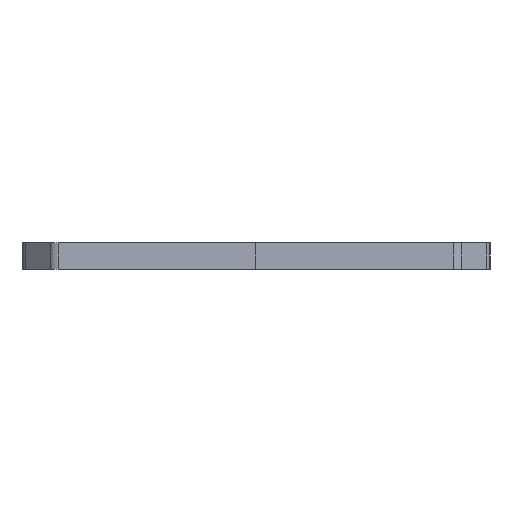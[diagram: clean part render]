
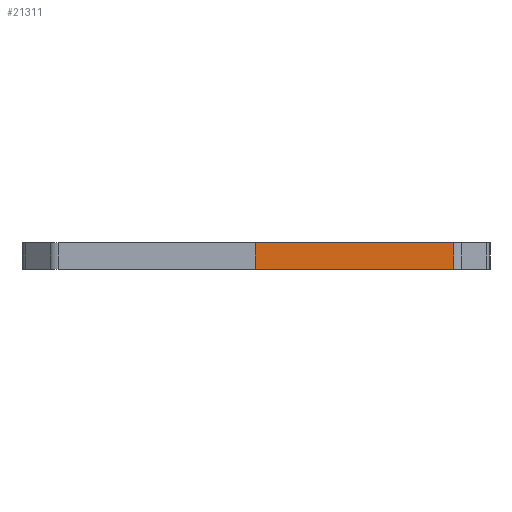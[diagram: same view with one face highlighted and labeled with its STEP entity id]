
A CAD part, left-side view. The second image highlights one B-rep face of the part: STEP entity #21311.
In plain terms, the highlighted planar face has unit normal (-1, 0, 0).
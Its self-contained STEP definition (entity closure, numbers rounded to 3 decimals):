
#678=PLANE('',#21908);
#1741=FACE_OUTER_BOUND('',#2846,.T.);
#2846=EDGE_LOOP('',(#19332,#19333,#19334,#19335));
#4394=LINE('',#35396,#6375);
#4867=LINE('',#38788,#6848);
#4868=LINE('',#38791,#6849);
#4869=LINE('',#38792,#6850);
#6375=VECTOR('',#24209,10.);
#6848=VECTOR('',#25050,10.);
#6849=VECTOR('',#25053,10.);
#6850=VECTOR('',#25054,10.);
#9772=VERTEX_POINT('',#35393);
#9773=VERTEX_POINT('',#35395);
#10161=VERTEX_POINT('',#38786);
#10162=VERTEX_POINT('',#38790);
#12583=EDGE_CURVE('',#9773,#9772,#4394,.T.);
#13351=EDGE_CURVE('',#9772,#10161,#4867,.T.);
#13352=EDGE_CURVE('',#10162,#10161,#4868,.T.);
#13353=EDGE_CURVE('',#9773,#10162,#4869,.T.);
#19332=ORIENTED_EDGE('',*,*,#12583,.T.);
#19333=ORIENTED_EDGE('',*,*,#13351,.T.);
#19334=ORIENTED_EDGE('',*,*,#13352,.F.);
#19335=ORIENTED_EDGE('',*,*,#13353,.F.);
#21311=ADVANCED_FACE('',(#1741),#678,.T.);
#21908=AXIS2_PLACEMENT_3D('',#38789,#25051,#25052);
#24209=DIRECTION('',(0.,-1.,0.));
#25050=DIRECTION('',(0.,0.,1.));
#25051=DIRECTION('center_axis',(-1.,0.,
0.));
#25052=DIRECTION('ref_axis',(0.,-1.,0.));
#25053=DIRECTION('',(0.,-1.,0.));
#25054=DIRECTION('',(0.,0.,1.));
#35393=CARTESIAN_POINT('',(24.87,27.64,0.));
#35395=CARTESIAN_POINT('',(24.871,65.032,0.));
#35396=CARTESIAN_POINT('',(24.871,65.032,0.));
#38786=CARTESIAN_POINT('',(24.87,27.64,5.));
#38788=CARTESIAN_POINT('',(24.87,27.64,0.));
#38789=CARTESIAN_POINT('Origin',(24.871,65.032,0.));
#38790=CARTESIAN_POINT('',(24.871,65.032,5.));
#38791=CARTESIAN_POINT('',(24.871,65.032,5.));
#38792=CARTESIAN_POINT('',(24.871,65.032,0.));
